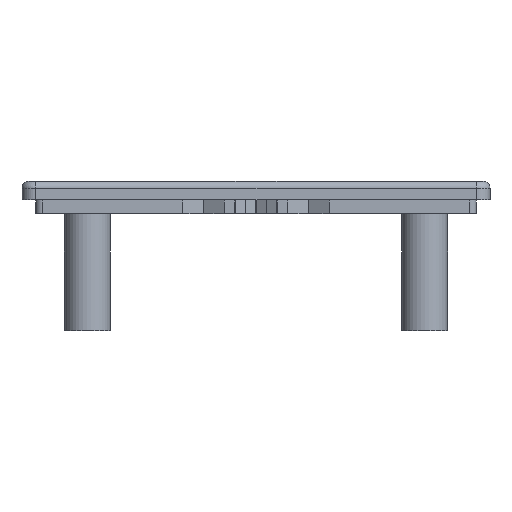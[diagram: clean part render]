
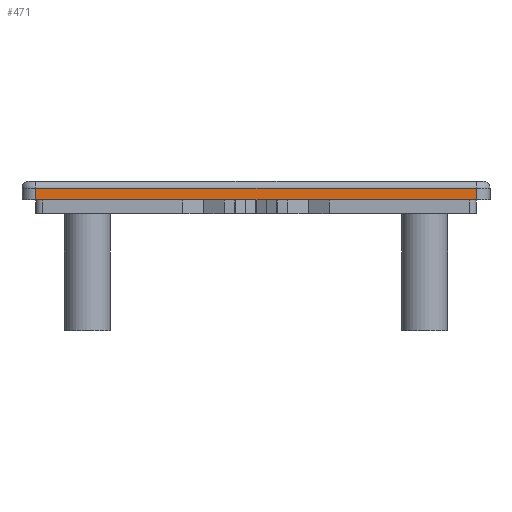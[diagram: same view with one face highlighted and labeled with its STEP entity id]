
A CAD part, left-side view. The second image highlights one B-rep face of the part: STEP entity #471.
In plain terms, the highlighted planar face has unit normal (-1, 0, 0).
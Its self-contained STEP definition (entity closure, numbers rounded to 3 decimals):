
#63 = VERTEX_POINT('',#64);
#64 = CARTESIAN_POINT('',(-49.,-32.,2.));
#71 = EDGE_CURVE('',#63,#72,#74,.T.);
#72 = VERTEX_POINT('',#73);
#73 = CARTESIAN_POINT('',(-49.,-32.,3.7));
#74 = LINE('',#75,#76);
#75 = CARTESIAN_POINT('',(-49.,-32.,2.));
#76 = VECTOR('',#77,1.);
#77 = DIRECTION('',(0.,0.,1.));
#129 = EDGE_CURVE('',#130,#63,#132,.T.);
#130 = VERTEX_POINT('',#131);
#131 = CARTESIAN_POINT('',(-49.,32.,2.));
#132 = LINE('',#133,#134);
#133 = CARTESIAN_POINT('',(-49.,16.357,2.));
#134 = VECTOR('',#135,1.);
#135 = DIRECTION('',(0.,-1.,0.));
#471 = ADVANCED_FACE('',(#472),#490,.F.);
#472 = FACE_BOUND('',#473,.F.);
#473 = EDGE_LOOP('',(#474,#482,#488,#489));
#474 = ORIENTED_EDGE('',*,*,#475,.T.);
#475 = EDGE_CURVE('',#130,#476,#478,.T.);
#476 = VERTEX_POINT('',#477);
#477 = CARTESIAN_POINT('',(-49.,32.,3.7));
#478 = LINE('',#479,#480);
#479 = CARTESIAN_POINT('',(-49.,32.,2.));
#480 = VECTOR('',#481,1.);
#481 = DIRECTION('',(0.,0.,1.));
#482 = ORIENTED_EDGE('',*,*,#483,.T.);
#483 = EDGE_CURVE('',#476,#72,#484,.T.);
#484 = LINE('',#485,#486);
#485 = CARTESIAN_POINT('',(-49.,32.,3.7));
#486 = VECTOR('',#487,1.);
#487 = DIRECTION('',(0.,-1.,0.));
#488 = ORIENTED_EDGE('',*,*,#71,.F.);
#489 = ORIENTED_EDGE('',*,*,#129,.F.);
#490 = PLANE('',#491);
#491 = AXIS2_PLACEMENT_3D('',#492,#493,#494);
#492 = CARTESIAN_POINT('',(-49.,34.,0.));
#493 = DIRECTION('',(1.,0.,0.));
#494 = DIRECTION('',(0.,-1.,0.));
